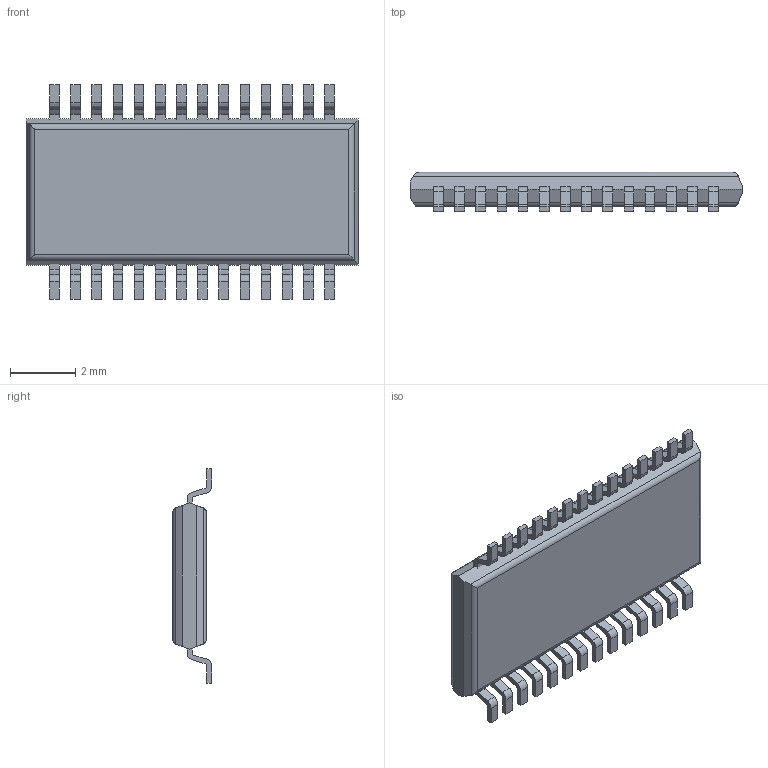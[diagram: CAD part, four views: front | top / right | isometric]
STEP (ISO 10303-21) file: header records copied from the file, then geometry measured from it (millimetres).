
FILE_DESCRIPTION( ( '' ), ' ' );
FILE_NAME( '58c162eaa4469d0ff019202a.step', '2017-03-09T14:12:59', ( '' ), ( '' ), ' ', ' ', ' ' );
FILE_SCHEMA( ( 'AUTOMOTIVE_DESIGN { 1 0 10303 214 1 1 1 1 }' ) );
Length unit declared in the file: metre
Products named in the file (29): Part 29; Part 28; Part 27; Part 26; Part 25; Part 24; Part 23; Part 22; Part 21; Part 20; Part 19; Part 18; Part 17; Part 16; Part 15; Part 14; Part 13; Part 12; Part 11; Part 10; Part 9; Part 8; Part 7; Part 6; Part 5; Part 4; Part 3; Part 2; Part 1
Bounding box: 10.2 x 1.2 x 6.6 mm (x, y, z)
Volume: 47.9 mm3; surface area: 164.5 mm2
Topology: 29 solids, 29 shells, 414 faces, 1065 edges, 710 vertices
Faces by surface type: plane 293, cylinder 121
Full cylindrical faces by diameter (mm): 0.5 x1
Entity records: 16154 total; most frequent: CARTESIAN_POINT 2217, DIRECTION 2192, ORIENTED_EDGE 2128, EDGE_CURVE 1064, LINE 822, VECTOR 822, VERTEX_POINT 710, AXIS2_PLACEMENT_3D 685
